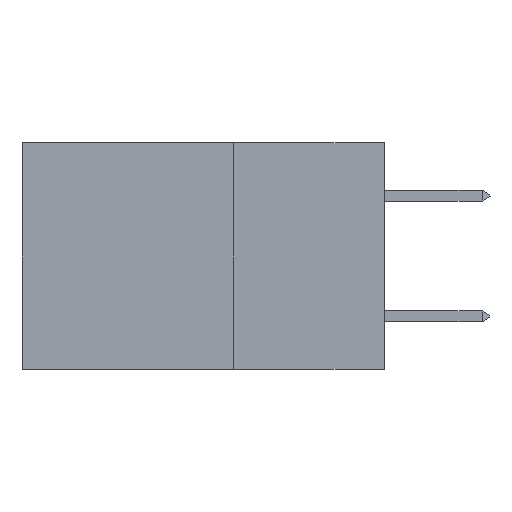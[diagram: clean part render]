
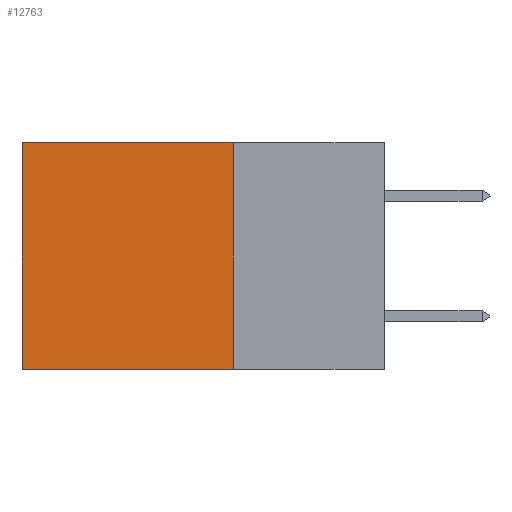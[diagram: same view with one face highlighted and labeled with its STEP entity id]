
A CAD part, left-side view. The second image highlights one B-rep face of the part: STEP entity #12763.
In plain terms, the highlighted planar face has unit normal (-1, 0, 0).
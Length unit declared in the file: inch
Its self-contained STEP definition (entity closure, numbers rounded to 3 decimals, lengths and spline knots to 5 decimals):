
#347 = CARTESIAN_POINT ( 'NONE',  ( 0.2875, 0.25, 0. ) ) ;
#1124 = CARTESIAN_POINT ( 'NONE',  ( 0.2875, 0.6, -0.375 ) ) ;
#1146 = LINE ( 'NONE', #5387, #2187 ) ;
#1398 = VERTEX_POINT ( 'NONE', #347 ) ;
#1422 = ORIENTED_EDGE ( 'NONE', *, *, #3571, .F. ) ;
#1535 = DIRECTION ( 'NONE',  ( 0., 0., -1. ) ) ;
#2022 = CARTESIAN_POINT ( 'NONE',  ( 0.2875, 0.25, -0.375 ) ) ;
#2187 = VECTOR ( 'NONE', #5318, 39.37008 ) ;
#2633 = CARTESIAN_POINT ( 'NONE',  ( 0.2875, 0.25, 0. ) ) ;
#3070 = LINE ( 'NONE', #2022, #8982 ) ;
#3380 = CARTESIAN_POINT ( 'NONE',  ( 0.2875, 0.6, 0. ) ) ;
#3432 = VECTOR ( 'NONE', #11907, 39.37008 ) ;
#3571 = EDGE_CURVE ( 'NONE', #6121, #8086, #6687, .T. ) ;
#4735 = DIRECTION ( 'NONE',  ( 1., 0., 0. ) ) ;
#4810 = EDGE_CURVE ( 'NONE', #1398, #6121, #3070, .T. ) ;
#4974 = CARTESIAN_POINT ( 'NONE',  ( 0.2875, 0.25, -0.375 ) ) ;
#5157 = EDGE_CURVE ( 'NONE', #1398, #12269, #10092, .T. ) ;
#5223 = DIRECTION ( 'NONE',  ( 0., 0., -1. ) ) ;
#5318 = DIRECTION ( 'NONE',  ( 0., 0., -1. ) ) ;
#5387 = CARTESIAN_POINT ( 'NONE',  ( 0.2875, 0.6, -0.375 ) ) ;
#5696 = ORIENTED_EDGE ( 'NONE', *, *, #5157, .T. ) ;
#6121 = VERTEX_POINT ( 'NONE', #4974 ) ;
#6687 = LINE ( 'NONE', #13035, #3432 ) ;
#6896 = DIRECTION ( 'NONE',  ( 0., 1., 0. ) ) ;
#7755 = FACE_OUTER_BOUND ( 'NONE', #13166, .T. ) ;
#8086 = VERTEX_POINT ( 'NONE', #1124 ) ;
#8949 = EDGE_CURVE ( 'NONE', #12269, #8086, #1146, .T. ) ;
#8982 = VECTOR ( 'NONE', #5223, 39.37008 ) ;
#9293 = AXIS2_PLACEMENT_3D ( 'NONE', #12008, #4735, #1535 ) ;
#10092 = LINE ( 'NONE', #2633, #12979 ) ;
#10726 = ORIENTED_EDGE ( 'NONE', *, *, #8949, .T. ) ;
#11032 = ORIENTED_EDGE ( 'NONE', *, *, #4810, .F. ) ;
#11907 = DIRECTION ( 'NONE',  ( 0., 1., 0. ) ) ;
#12008 = CARTESIAN_POINT ( 'NONE',  ( 0.2875, 0.25, -0.375 ) ) ;
#12269 = VERTEX_POINT ( 'NONE', #3380 ) ;
#12763 = ADVANCED_FACE ( 'NONE', ( #7755 ), #13259, .F. ) ;
#12979 = VECTOR ( 'NONE', #6896, 39.37008 ) ;
#13035 = CARTESIAN_POINT ( 'NONE',  ( 0.2875, 0.25, -0.375 ) ) ;
#13166 = EDGE_LOOP ( 'NONE', ( #10726, #1422, #11032, #5696 ) ) ;
#13259 = PLANE ( 'NONE',  #9293 ) ;
